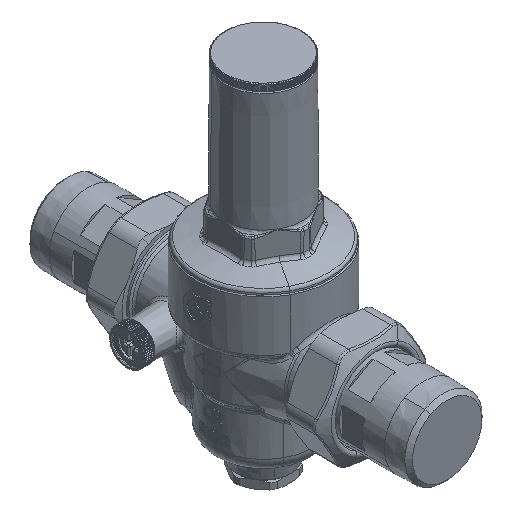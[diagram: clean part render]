
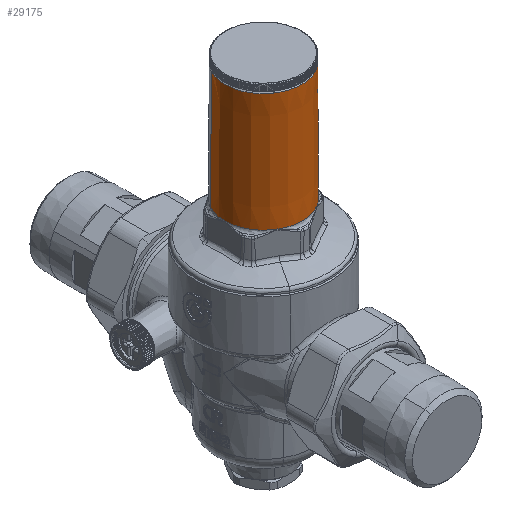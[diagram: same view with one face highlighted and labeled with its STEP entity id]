
A CAD part, isometric view. The second image highlights one B-rep face of the part: STEP entity #29175.
In plain terms, the highlighted conical face has half-angle 0.263 degrees and reference radius 20.5 mm.
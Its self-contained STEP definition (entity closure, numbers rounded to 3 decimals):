
#23615=CARTESIAN_POINT('Axis2P3D Location',(293.395,-102.372,125.5)) ;
#23619=CARTESIAN_POINT('Vertex',(311.39,-112.203,125.5)) ;
#23621=CARTESIAN_POINT('Vertex',(275.399,-92.541,125.5)) ;
#29133=CARTESIAN_POINT('Axis2P3D Location',(293.395,-102.372,126.8)) ;
#29138=CARTESIAN_POINT('Line Origine',(311.517,-112.272,94.15)) ;
#29142=CARTESIAN_POINT('Vertex',(311.644,-112.342,62.649)) ;
#29149=CARTESIAN_POINT('Vertex',(275.146,-92.403,62.649)) ;
#29152=CARTESIAN_POINT('Line Origine',(275.273,-92.472,94.15)) ;
#29164=CARTESIAN_POINT('Axis2P3D Location',(293.395,-102.372,62.649)) ;
#23616=DIRECTION('Axis2P3D Direction',(-0.,-0.,-1.)) ;
#29134=DIRECTION('Axis2P3D Direction',(0.,0.,-1.)) ;
#29135=DIRECTION('Axis2P3D XDirection',(0.878,-0.479,0.)) ;
#29139=DIRECTION('Vector Direction',(0.004,-0.002,-1.)) ;
#29153=DIRECTION('Vector Direction',(-0.004,0.002,-1.)) ;
#29165=DIRECTION('Axis2P3D Direction',(-0.,-0.,-1.)) ;
#23617=AXIS2_PLACEMENT_3D('Circle Axis2P3D',#23615,#23616,$) ;
#29136=AXIS2_PLACEMENT_3D('Cone Axis2P3D',#29133,#29134,#29135) ;
#29166=AXIS2_PLACEMENT_3D('Circle Axis2P3D',#29164,#29165,$) ;
#29170=ORIENTED_EDGE('',*,*,#29156,.F.) ;
#29171=ORIENTED_EDGE('',*,*,#29168,.T.) ;
#29172=ORIENTED_EDGE('',*,*,#29144,.T.) ;
#29173=ORIENTED_EDGE('',*,*,#23623,.T.) ;
#29140=VECTOR('Line Direction',#29139,1.) ;
#29154=VECTOR('Line Direction',#29153,1.) ;
#29175=ADVANCED_FACE('PartBody',(#29174),#29137,.T.) ;
#23618=CIRCLE('generated circle',#23617,20.506) ;
#29167=CIRCLE('generated circle',#29166,20.795) ;
#29137=CONICAL_SURFACE('Cone',#29136,20.5,0.005) ;
#23623=EDGE_CURVE('',#23620,#23622,#23618,.T.) ;
#29144=EDGE_CURVE('',#29143,#23620,#29141,.F.) ;
#29156=EDGE_CURVE('',#29150,#23622,#29155,.F.) ;
#29168=EDGE_CURVE('',#29150,#29143,#29167,.F.) ;
#29169=EDGE_LOOP('',(#29170,#29171,#29172,#29173)) ;
#29174=FACE_OUTER_BOUND('',#29169,.T.) ;
#29141=LINE('Line',#29138,#29140) ;
#29155=LINE('Line',#29152,#29154) ;
#23620=VERTEX_POINT('',#23619) ;
#23622=VERTEX_POINT('',#23621) ;
#29143=VERTEX_POINT('',#29142) ;
#29150=VERTEX_POINT('',#29149) ;
